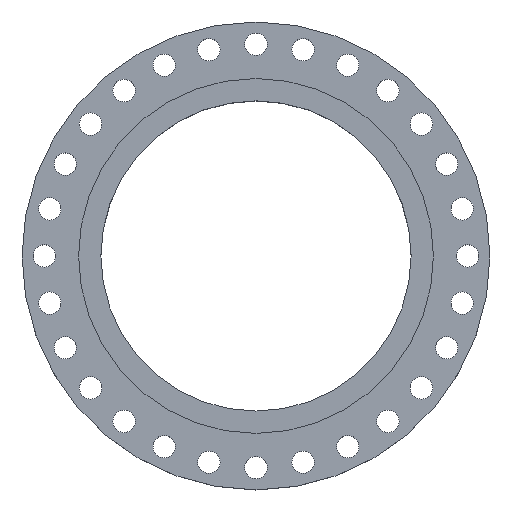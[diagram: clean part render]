
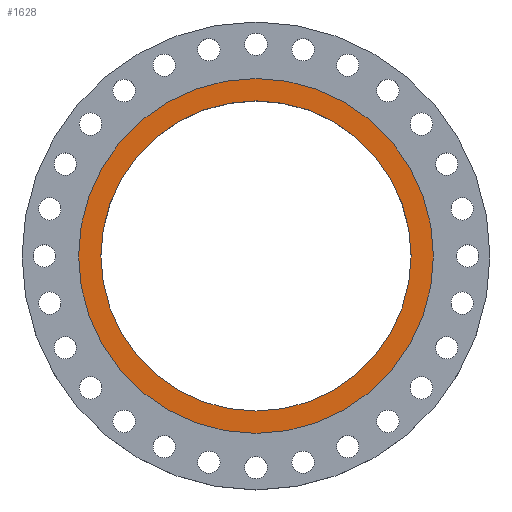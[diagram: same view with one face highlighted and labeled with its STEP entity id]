
A CAD part, top view. The second image highlights one B-rep face of the part: STEP entity #1628.
In plain terms, the highlighted planar face has unit normal (0, 0, 1).
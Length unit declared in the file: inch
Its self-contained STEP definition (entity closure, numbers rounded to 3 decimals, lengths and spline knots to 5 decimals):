
#11 = AXIS2_PLACEMENT_3D ( 'NONE', #85, #1120, #2563 ) ;
#40 = ORIENTED_EDGE ( 'NONE', *, *, #412, .T. ) ;
#73 = VERTEX_POINT ( 'NONE', #811 ) ;
#85 = CARTESIAN_POINT ( 'NONE',  ( 0., 14.75, 0. ) ) ;
#148 = CIRCLE ( 'NONE', #495, 14.75 ) ;
#176 = CARTESIAN_POINT ( 'NONE',  ( 0., 0., 0. ) ) ;
#332 = ORIENTED_EDGE ( 'NONE', *, *, #1608, .F. ) ;
#349 = DIRECTION ( 'NONE',  ( 0., 0., 1. ) ) ;
#372 = CARTESIAN_POINT ( 'NONE',  ( 0., 0., 0. ) ) ;
#389 = EDGE_LOOP ( 'NONE', ( #1585, #40 ) ) ;
#412 = EDGE_CURVE ( 'NONE', #1069, #73, #824, .T. ) ;
#495 = AXIS2_PLACEMENT_3D ( 'NONE', #944, #1888, #894 ) ;
#579 = DIRECTION ( 'NONE',  ( 1., 0., 0. ) ) ;
#766 = VERTEX_POINT ( 'NONE', #1742 ) ;
#785 = AXIS2_PLACEMENT_3D ( 'NONE', #176, #1404, #971 ) ;
#799 = AXIS2_PLACEMENT_3D ( 'NONE', #1306, #349, #2108 ) ;
#811 = CARTESIAN_POINT ( 'NONE',  ( 16.875, 0., 0. ) ) ;
#824 = CIRCLE ( 'NONE', #785, 16.875 ) ;
#894 = DIRECTION ( 'NONE',  ( 1., 0., 0. ) ) ;
#944 = CARTESIAN_POINT ( 'NONE',  ( 0., 0., 0. ) ) ;
#962 = ORIENTED_EDGE ( 'NONE', *, *, #1356, .F. ) ;
#971 = DIRECTION ( 'NONE',  ( 1., 0., 0. ) ) ;
#1064 = VERTEX_POINT ( 'NONE', #2351 ) ;
#1069 = VERTEX_POINT ( 'NONE', #1727 ) ;
#1120 = DIRECTION ( 'NONE',  ( 0., 0., -1. ) ) ;
#1262 = CIRCLE ( 'NONE', #1881, 14.75 ) ;
#1306 = CARTESIAN_POINT ( 'NONE',  ( 0., 0., 0. ) ) ;
#1356 = EDGE_CURVE ( 'NONE', #766, #1064, #1262, .T. ) ;
#1404 = DIRECTION ( 'NONE',  ( 0., 0., 1. ) ) ;
#1585 = ORIENTED_EDGE ( 'NONE', *, *, #2231, .T. ) ;
#1599 = DIRECTION ( 'NONE',  ( 0., 0., 1. ) ) ;
#1608 = EDGE_CURVE ( 'NONE', #1064, #766, #148, .T. ) ;
#1628 = ADVANCED_FACE ( 'NONE', ( #1734, #1746 ), #2340, .F. ) ;
#1641 = CIRCLE ( 'NONE', #799, 16.875 ) ;
#1727 = CARTESIAN_POINT ( 'NONE',  ( -16.875, 0., 0. ) ) ;
#1734 = FACE_BOUND ( 'NONE', #1931, .T. ) ;
#1742 = CARTESIAN_POINT ( 'NONE',  ( 14.75, 0., 0. ) ) ;
#1746 = FACE_OUTER_BOUND ( 'NONE', #389, .T. ) ;
#1881 = AXIS2_PLACEMENT_3D ( 'NONE', #372, #1599, #579 ) ;
#1888 = DIRECTION ( 'NONE',  ( 0., 0., 1. ) ) ;
#1931 = EDGE_LOOP ( 'NONE', ( #962, #332 ) ) ;
#2108 = DIRECTION ( 'NONE',  ( 1., 0., 0. ) ) ;
#2231 = EDGE_CURVE ( 'NONE', #73, #1069, #1641, .T. ) ;
#2340 = PLANE ( 'NONE',  #11 ) ;
#2351 = CARTESIAN_POINT ( 'NONE',  ( -14.75, 0., 0. ) ) ;
#2563 = DIRECTION ( 'NONE',  ( -1., 0., 0. ) ) ;
